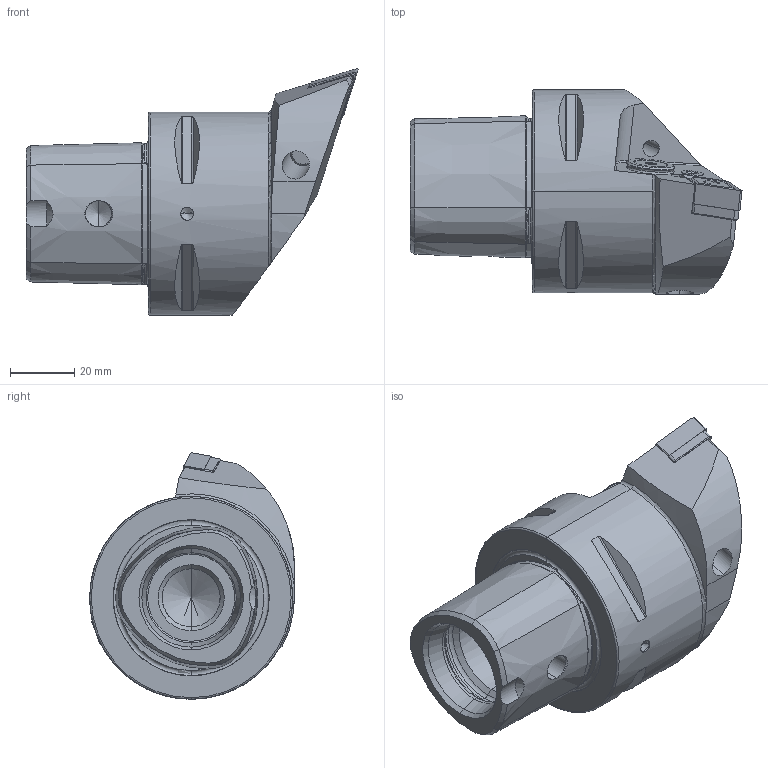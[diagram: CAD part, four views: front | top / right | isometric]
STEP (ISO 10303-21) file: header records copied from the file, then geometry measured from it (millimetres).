
FILE_DESCRIPTION (( 'STEP AP214' ), '1' );
FILE_NAME ('PS6.PDF.LHA.065-HP.STEP', '2020-09-11T12:23:02', ( '' ), ( '' ), 'SwSTEP 2.0', 'SolidWorks 2017', '' );
FILE_SCHEMA (( 'AUTOMOTIVE_DESIGN' ));
Length unit declared in the file: millimetre
Products named in the file (13): CHP-ER1.015.006; DIN 7991 - M5x15; CHP-ER1.008.014_A; WCD-ER1.101.000; DIN 3771 - 13x1; PS6.PDF.LHA.065-HP; WCD-ER4.101.017_A; PS6-PDF.LHA.065-HP_A; DNMG150604; WDF-ER2.101.003_A; ISO 8752 2x8; CHP-ER1.015.006_A; WDF-ER3.101.000_A
Assembly tree (12 placements, depth 3):
  PS6.PDF.LHA.065-HP
    PS6-PDF.LHA.065-HP_A
    DNMG150604
    WDF-ER3.101.000_A
    WCD-ER1.101.000
    WCD-ER4.101.017_A
    WDF-ER2.101.003_A
    CHP-ER1.008.014_A
    ISO 8752 2x8
    CHP-ER1.015.006
      CHP-ER1.015.006_A
      DIN 3771 - 13x1
      DIN 7991 - M5x15
Bounding box: 103 x 63.5 x 76.5 mm (x, y, z)
Volume: 160342.6 mm3; surface area: 33595.7 mm2
Topology: 11 solids, 11 shells, 441 faces, 1052 edges, 623 vertices
Faces by surface type: cone 133, plane 130, cylinder 113, torus 53, bspline 12
Entity records: 14483 total; most frequent: CARTESIAN_POINT 3914, DIRECTION 2111, ORIENTED_EDGE 2056, EDGE_CURVE 1028, AXIS2_PLACEMENT_3D 837, VERTEX_POINT 623, EDGE_LOOP 475, ADVANCED_FACE 441
